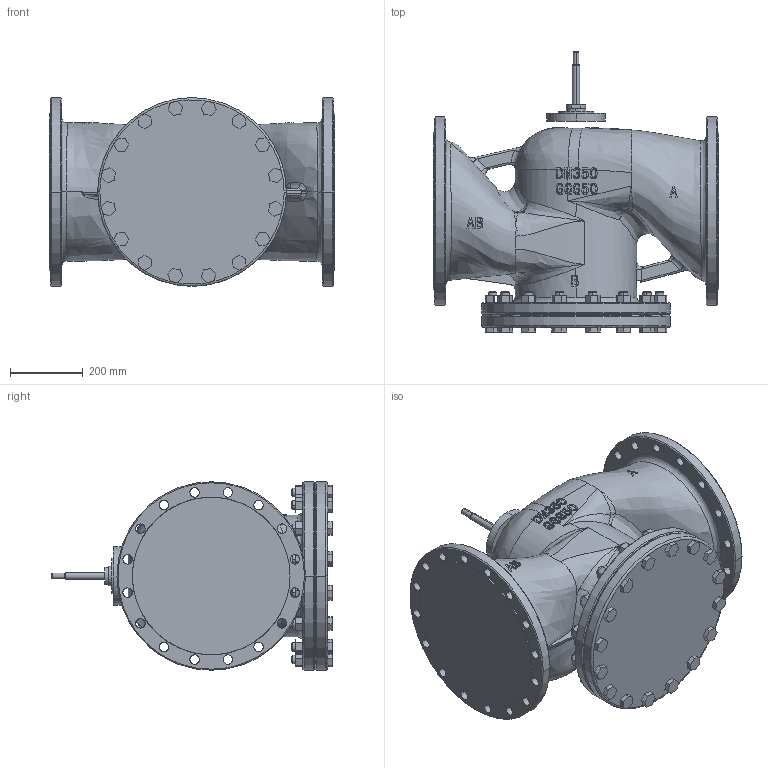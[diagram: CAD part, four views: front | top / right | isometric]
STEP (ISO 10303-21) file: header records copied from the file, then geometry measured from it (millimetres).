
FILE_DESCRIPTION (( 'STEP AP214' ), '1' );
FILE_NAME ('VFB&VFG72.350.16-DN350二通阀门整机(曲面).20241129+.STEP', '2024-11-29T12:38:37', ( 'User' ), ( 'china' ), 'SwSTEP 2.0', 'SolidWorks 2013', '' );
FILE_SCHEMA (( 'AUTOMOTIVE_DESIGN' ));
Length unit declared in the file: millimetre
Products named in the file (1): VFB&VFG72.350.16-DN350二通阀门整机(曲面).20241129+
Bounding box: 787 x 774 x 520 mm (x, y, z)
Surface area: 2567295.6 mm2 (no closed solid volume)
Topology: 0 solids, 40 shells, 678 faces, 2025 edges, 1387 vertices
Faces by surface type: plane 309, cylinder 169, bspline 142, cone 58
Entity records: 121593 total; most frequent: CARTESIAN_POINT 97735, ORIENTED_EDGE 3531, DIRECTION 2620, EDGE_CURVE 2022, VERTEX_POINT 1387, LINE 936, VECTOR 936, EDGE_LOOP 853
